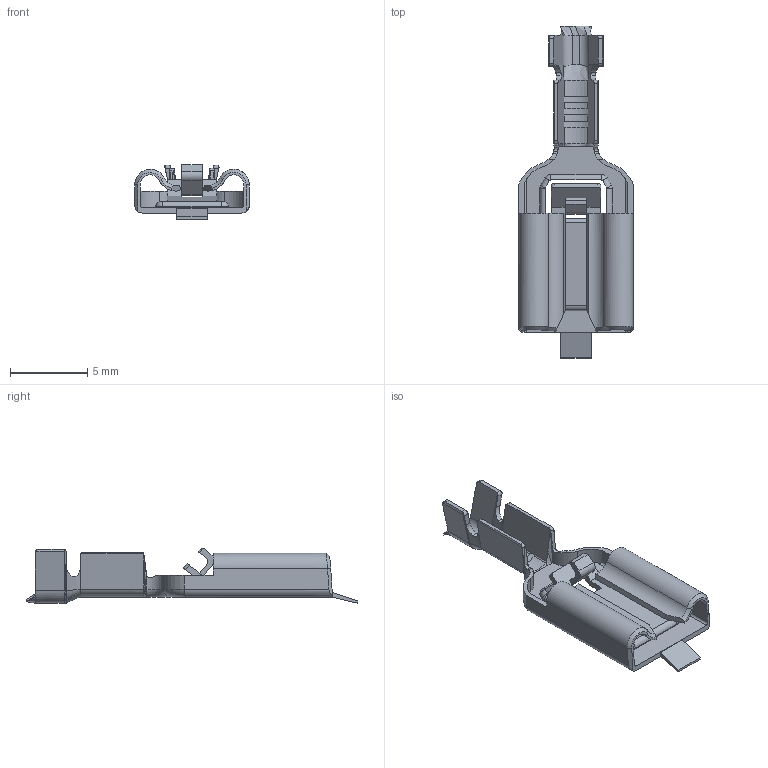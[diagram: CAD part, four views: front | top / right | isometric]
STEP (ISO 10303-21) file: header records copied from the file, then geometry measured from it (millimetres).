
FILE_DESCRIPTION(/* description */ ('Unknown'),/* implementation_level */ '2;1');
FILE_NAME(/* name */ '637301320000_DEC',/* time_stamp */ '2023-10-31T16:36:30+01:00',/* author */ ('Unknown'),/* organization */ ('Unknown'),/* preprocessor_version */ 'ST-DEVELOPER v18.102',/* originating_system */ 'Solid Edge',/* authorisation */ 'Unknown');
FILE_SCHEMA (('AUTOMOTIVE_DESIGN {1 0 10303 214 3 1 1}'));
Length unit declared in the file: millimetre
Products named in the file (1): 637301320000_DEC
Bounding box: 7.4 x 21.45 x 3.52 mm (x, y, z)
Volume: 75 mm3; surface area: 493 mm2
Topology: 1 solids, 1 shells, 254 faces, 676 edges, 422 vertices
Faces by surface type: plane 108, cylinder 93, bspline 35, torus 16, cone 2
Entity records: 8283 total; most frequent: CARTESIAN_POINT 2127, ORIENTED_EDGE 1352, DIRECTION 1187, EDGE_CURVE 676, VERTEX_POINT 422, AXIS2_PLACEMENT_3D 397, LINE 393, VECTOR 393
